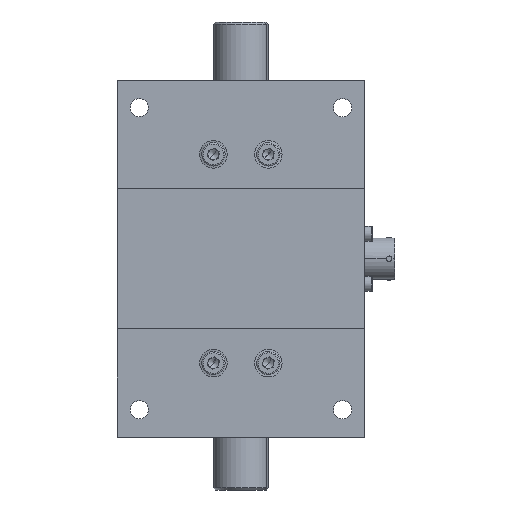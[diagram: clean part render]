
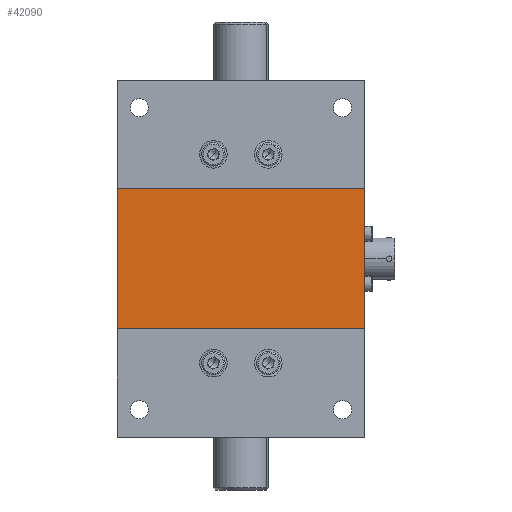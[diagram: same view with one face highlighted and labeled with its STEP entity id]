
A CAD part, front view. The second image highlights one B-rep face of the part: STEP entity #42090.
In plain terms, the highlighted planar face has unit normal (0, -1, 0).
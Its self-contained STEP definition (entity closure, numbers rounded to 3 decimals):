
#22461 = DIRECTION ( 'NONE',  ( 0., 0., 1. ) ) ;
#22462 = VECTOR ( 'NONE', #22461, 1000. ) ;
#22463 = CARTESIAN_POINT ( 'NONE',  ( -45., -59., -5.5 ) ) ;
#22464 = LINE ( 'NONE', #22463, #22462 ) ;
#22465 = CARTESIAN_POINT ( 'NONE',  ( -45., -59., -5.5 ) ) ;
#22466 = DIRECTION ( 'NONE',  ( 1., 0., 0. ) ) ;
#22467 = VECTOR ( 'NONE', #22466, 1000. ) ;
#22468 = CARTESIAN_POINT ( 'NONE',  ( -45., -59., -5.5 ) ) ;
#22469 = LINE ( 'NONE', #22468, #22467 ) ;
#22470 = CARTESIAN_POINT ( 'NONE',  ( 45., -59., -5.5 ) ) ;
#22471 = DIRECTION ( 'NONE',  ( 0., 0., 1. ) ) ;
#22472 = VECTOR ( 'NONE', #22471, 1000. ) ;
#22473 = CARTESIAN_POINT ( 'NONE',  ( 45., -59., -5.5 ) ) ;
#22474 = LINE ( 'NONE', #22473, #22472 ) ;
#22498 = CARTESIAN_POINT ( 'NONE',  ( -45., -59., -56.5 ) ) ;
#22499 = DIRECTION ( 'NONE',  ( 1., 0., 0. ) ) ;
#22500 = VECTOR ( 'NONE', #22499, 1000. ) ;
#22501 = CARTESIAN_POINT ( 'NONE',  ( -45., -59., -56.5 ) ) ;
#22502 = LINE ( 'NONE', #22501, #22500 ) ;
#22503 = CARTESIAN_POINT ( 'NONE',  ( 45., -59., -56.5 ) ) ;
#22588 = DIRECTION ( 'NONE',  ( 0., 0., -1. ) ) ;
#22589 = DIRECTION ( 'NONE',  ( 0., 1., 0. ) ) ;
#22590 = CARTESIAN_POINT ( 'NONE',  ( -45., -59., -5.5 ) ) ;
#22591 = AXIS2_PLACEMENT_3D ( 'NONE', #22590, #22589, #22588 ) ;
#22592 = PLANE ( 'NONE',  #22591 ) ;
#22593 = FACE_OUTER_BOUND ( 'NONE', #42009, .T. ) ;
#42009 = EDGE_LOOP ( 'NONE', ( #42010, #42013, #42016, #42018 ) ) ;
#42010 = ORIENTED_EDGE ( 'NONE', *, *, #42011, .T. ) ;
#42011 = EDGE_CURVE ( 'NONE', #42030, #42012, #22474, .T. ) ;
#42012 = VERTEX_POINT ( 'NONE', #22470 ) ;
#42013 = ORIENTED_EDGE ( 'NONE', *, *, #42014, .F. ) ;
#42014 = EDGE_CURVE ( 'NONE', #42015, #42012, #22469, .T. ) ;
#42015 = VERTEX_POINT ( 'NONE', #22465 ) ;
#42016 = ORIENTED_EDGE ( 'NONE', *, *, #42017, .F. ) ;
#42017 = EDGE_CURVE ( 'NONE', #42033, #42015, #22464, .T. ) ;
#42018 = ORIENTED_EDGE ( 'NONE', *, *, #42032, .T. ) ;
#42030 = VERTEX_POINT ( 'NONE', #22503 ) ;
#42032 = EDGE_CURVE ( 'NONE', #42033, #42030, #22502, .T. ) ;
#42033 = VERTEX_POINT ( 'NONE', #22498 ) ;
#42090 = ADVANCED_FACE ( 'NONE', ( #22593 ), #22592, .F. ) ;
